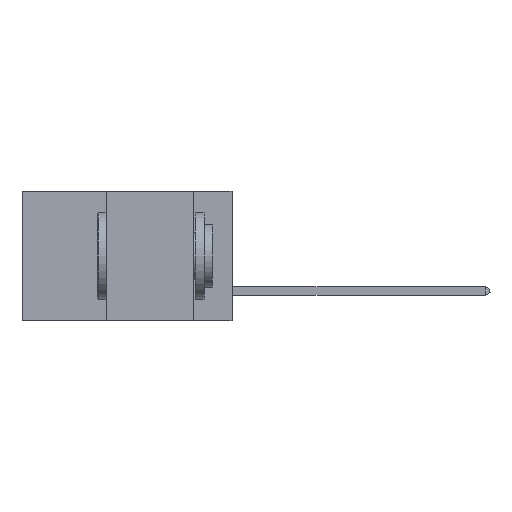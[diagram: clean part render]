
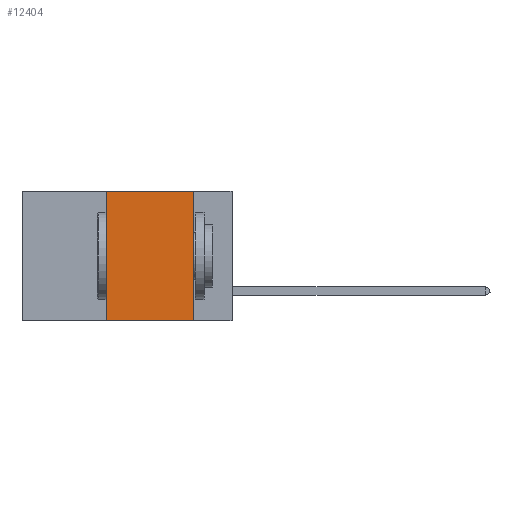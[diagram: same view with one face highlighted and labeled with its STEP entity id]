
A CAD part, left-side view. The second image highlights one B-rep face of the part: STEP entity #12404.
In plain terms, the highlighted planar face has unit normal (-1, 0, 0).
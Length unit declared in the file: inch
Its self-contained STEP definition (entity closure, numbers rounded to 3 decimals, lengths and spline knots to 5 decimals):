
#1221 = CARTESIAN_POINT ( 'NONE',  ( 0., 0.36, 0. ) ) ;
#1421 = VECTOR ( 'NONE', #17774, 39.37008 ) ;
#1475 = ORIENTED_EDGE ( 'NONE', *, *, #2793, .F. ) ;
#1600 = FACE_OUTER_BOUND ( 'NONE', #15763, .T. ) ;
#2638 = DIRECTION ( 'NONE',  ( 1., 0., 0. ) ) ;
#2793 = EDGE_CURVE ( 'NONE', #15257, #2950, #8899, .T. ) ;
#2950 = VERTEX_POINT ( 'NONE', #1221 ) ;
#3019 = EDGE_CURVE ( 'NONE', #10684, #13434, #14995, .T. ) ;
#3330 = VECTOR ( 'NONE', #6953, 39.37008 ) ;
#4132 = DIRECTION ( 'NONE',  ( 0., 0., -1. ) ) ;
#4151 = PLANE ( 'NONE',  #5379 ) ;
#4475 = ORIENTED_EDGE ( 'NONE', *, *, #5475, .F. ) ;
#5379 = AXIS2_PLACEMENT_3D ( 'NONE', #11572, #2638, #13072 ) ;
#5475 = EDGE_CURVE ( 'NONE', #2950, #10684, #9665, .T. ) ;
#6609 = ORIENTED_EDGE ( 'NONE', *, *, #11004, .T. ) ;
#6953 = DIRECTION ( 'NONE',  ( 0., -1., 0. ) ) ;
#7270 = CARTESIAN_POINT ( 'NONE',  ( 0., 0.11, 0. ) ) ;
#8899 = LINE ( 'NONE', #13338, #16173 ) ;
#9137 = CARTESIAN_POINT ( 'NONE',  ( 0., 0.36, -0.37 ) ) ;
#9665 = LINE ( 'NONE', #17904, #1421 ) ;
#10684 = VERTEX_POINT ( 'NONE', #15897 ) ;
#10847 = LINE ( 'NONE', #17466, #3330 ) ;
#11004 = EDGE_CURVE ( 'NONE', #15257, #13434, #10847, .T. ) ;
#11572 = CARTESIAN_POINT ( 'NONE',  ( 0., 0.6, 0. ) ) ;
#12404 = ADVANCED_FACE ( 'NONE', ( #1600 ), #4151, .F. ) ;
#13072 = DIRECTION ( 'NONE',  ( 0., 0., -1. ) ) ;
#13338 = CARTESIAN_POINT ( 'NONE',  ( 0., 0.36, 0. ) ) ;
#13434 = VERTEX_POINT ( 'NONE', #17188 ) ;
#14868 = DIRECTION ( 'NONE',  ( 0., 0., 1. ) ) ;
#14995 = LINE ( 'NONE', #7270, #17332 ) ;
#15257 = VERTEX_POINT ( 'NONE', #9137 ) ;
#15763 = EDGE_LOOP ( 'NONE', ( #17791, #4475, #1475, #6609 ) ) ;
#15897 = CARTESIAN_POINT ( 'NONE',  ( 0., 0.11, 0. ) ) ;
#16173 = VECTOR ( 'NONE', #14868, 39.37008 ) ;
#17188 = CARTESIAN_POINT ( 'NONE',  ( 0., 0.11, -0.37 ) ) ;
#17332 = VECTOR ( 'NONE', #4132, 39.37008 ) ;
#17466 = CARTESIAN_POINT ( 'NONE',  ( 0., 0.6, -0.37 ) ) ;
#17774 = DIRECTION ( 'NONE',  ( 0., -1., 0. ) ) ;
#17791 = ORIENTED_EDGE ( 'NONE', *, *, #3019, .F. ) ;
#17904 = CARTESIAN_POINT ( 'NONE',  ( 0., 0.6, 0. ) ) ;
